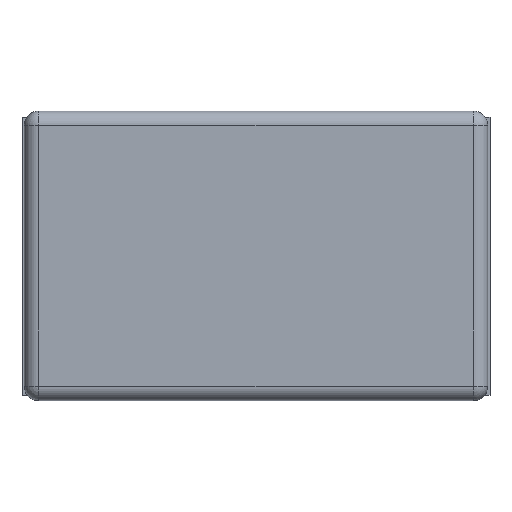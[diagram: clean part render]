
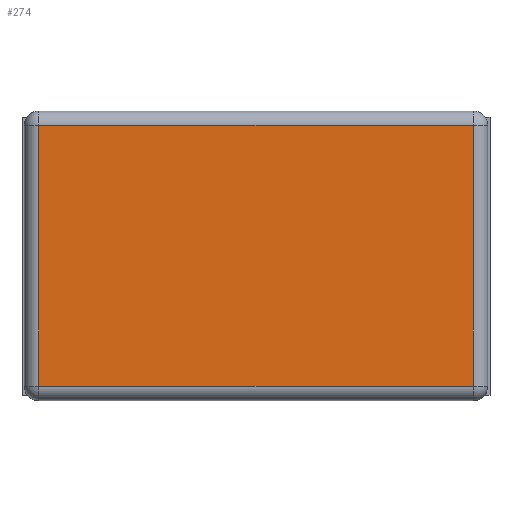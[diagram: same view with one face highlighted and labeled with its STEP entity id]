
A CAD part, top view. The second image highlights one B-rep face of the part: STEP entity #274.
In plain terms, the highlighted planar face has unit normal (0, 0, 1).
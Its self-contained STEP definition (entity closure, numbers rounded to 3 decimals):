
#13=DIRECTION('',(0.,0.,1.));
#46=VECTOR('',#47,1.);
#47=DIRECTION('',(-0.,-1.,-0.));
#51=DIRECTION('',(1.,0.,0.));
#93=VERTEX_POINT('',#94);
#94=CARTESIAN_POINT('',(-0.938,0.563,0.85));
#102=VERTEX_POINT('',#103);
#103=CARTESIAN_POINT('',(-0.938,-0.563,0.85));
#107=EDGE_CURVE('',#93,#102,#108,.T.);
#108=LINE('',#94,#46);
#145=DIRECTION('',(0.,1.,0.));
#156=VECTOR('',#51,1.);
#162=VECTOR('',#145,1.);
#274=ADVANCED_FACE('',(#275),#293,.T.);
#275=FACE_BOUND('',#276,.T.);
#276=EDGE_LOOP('',(#277,#282,#287,#292));
#277=ORIENTED_EDGE('',*,*,#278,.T.);
#278=EDGE_CURVE('',#102,#279,#281,.T.);
#279=VERTEX_POINT('',#280);
#280=CARTESIAN_POINT('',(0.938,-0.563,0.85));
#281=LINE('',#103,#156);
#282=ORIENTED_EDGE('',*,*,#283,.T.);
#283=EDGE_CURVE('',#279,#284,#286,.T.);
#284=VERTEX_POINT('',#285);
#285=CARTESIAN_POINT('',(0.938,0.563,0.85));
#286=LINE('',#280,#162);
#287=ORIENTED_EDGE('',*,*,#288,.T.);
#288=EDGE_CURVE('',#284,#93,#289,.T.);
#289=LINE('',#285,#290);
#290=VECTOR('',#291,1.);
#291=DIRECTION('',(-1.,-0.,-0.));
#292=ORIENTED_EDGE('',*,*,#107,.T.);
#293=PLANE('',#294);
#294=AXIS2_PLACEMENT_3D('',#295,#13,#51);
#295=CARTESIAN_POINT('',(-1.,-0.625,0.85));
